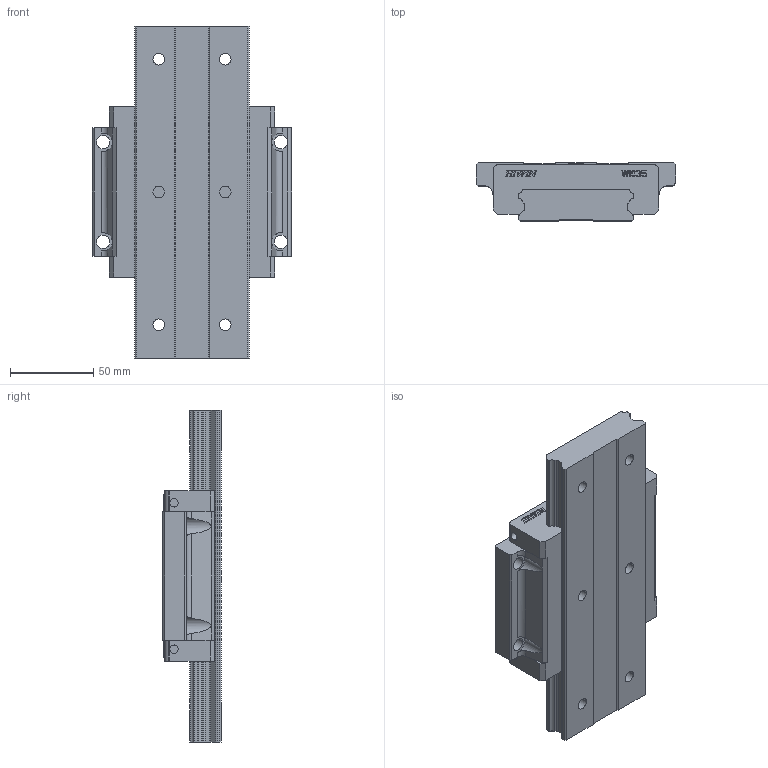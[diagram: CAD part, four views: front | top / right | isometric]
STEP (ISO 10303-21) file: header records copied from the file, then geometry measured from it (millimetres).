
FILE_DESCRIPTION((''),'2;1');
FILE_NAME('WEW35C_ASM_4_ASM','2009-04-22T',('brianyu'),(''),'PRO/ENGINEER BY PARAMETRIC TECHNOLOGY CORPORATION, 2004360','PRO/ENGINEER BY PARAMETRIC TECHNOLOGY CORPORATION, 2004360','');
FILE_SCHEMA(('CONFIG_CONTROL_DESIGN'));
Length unit declared in the file: millimetre
Products named in the file (3): WEW35CC_3_1; WER35_3_1; WEW35C_ASM_4_ASM
Assembly tree (2 placements, depth 2):
  WEW35C_ASM_4_ASM
    WEW35CC_3_1
    WER35_3_1
Bounding box: 120 x 35 x 200 mm (x, y, z)
Volume: 467544 mm3; surface area: 80126.2 mm2
Topology: 2 solids, 2 shells, 486 faces, 1375 edges, 918 vertices
Faces by surface type: plane 343, cylinder 143
Entity records: 15929 total; most frequent: CARTESIAN_POINT 2923, ORIENTED_EDGE 2750, DIRECTION 2627, EDGE_CURVE 1375, VECTOR 1057, LINE 1057, VERTEX_POINT 918, AXIS2_PLACEMENT_3D 785
